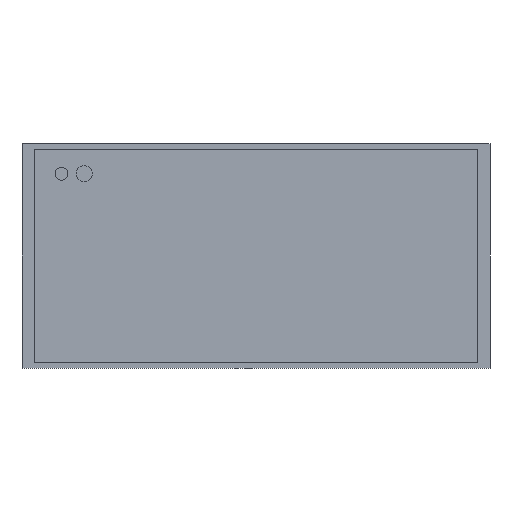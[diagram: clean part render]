
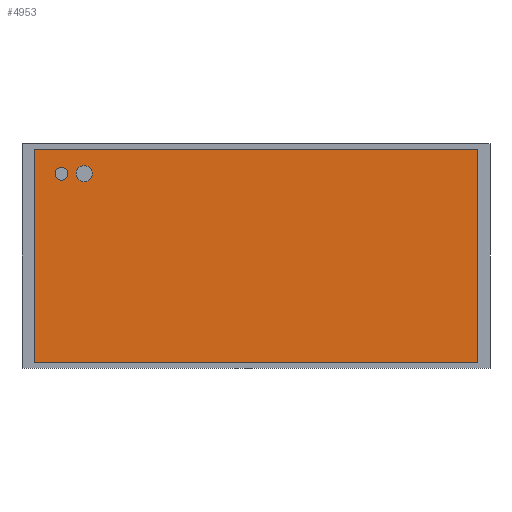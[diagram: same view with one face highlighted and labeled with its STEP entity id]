
A CAD part, front view. The second image highlights one B-rep face of the part: STEP entity #4953.
In plain terms, the highlighted planar face has unit normal (0, -1, 0).
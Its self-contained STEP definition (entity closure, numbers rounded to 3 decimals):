
#73=FACE_BOUND('',#670,.T.);
#74=FACE_BOUND('',#671,.T.);
#101=PLANE('',#5311);
#364=FACE_OUTER_BOUND('',#669,.T.);
#669=EDGE_LOOP('',(#3554,#3555,#3556,#3557));
#670=EDGE_LOOP('',(#3558));
#671=EDGE_LOOP('',(#3559));
#995=LINE('',#7153,#1619);
#997=LINE('',#7157,#1621);
#999=LINE('',#7161,#1623);
#1001=LINE('',#7164,#1625);
#1619=VECTOR('',#5748,10.);
#1621=VECTOR('',#5752,10.);
#1623=VECTOR('',#5756,10.);
#1625=VECTOR('',#5760,10.);
#2213=CIRCLE('',#5290,20.);
#2215=CIRCLE('',#5294,25.);
#2297=VERTEX_POINT('',#7079);
#2299=VERTEX_POINT('',#7086);
#2320=VERTEX_POINT('',#7150);
#2321=VERTEX_POINT('',#7152);
#2322=VERTEX_POINT('',#7156);
#2323=VERTEX_POINT('',#7160);
#2770=EDGE_CURVE('',#2297,#2297,#2213,.T.);
#2773=EDGE_CURVE('',#2299,#2299,#2215,.T.);
#2803=EDGE_CURVE('',#2321,#2320,#995,.T.);
#2805=EDGE_CURVE('',#2322,#2321,#997,.T.);
#2807=EDGE_CURVE('',#2323,#2322,#999,.T.);
#2809=EDGE_CURVE('',#2320,#2323,#1001,.T.);
#3554=ORIENTED_EDGE('',*,*,#2809,.T.);
#3555=ORIENTED_EDGE('',*,*,#2807,.T.);
#3556=ORIENTED_EDGE('',*,*,#2805,.T.);
#3557=ORIENTED_EDGE('',*,*,#2803,.T.);
#3558=ORIENTED_EDGE('',*,*,#2770,.T.);
#3559=ORIENTED_EDGE('',*,*,#2773,.T.);
#4953=ADVANCED_FACE('',(#364,#73,#74),#101,.T.);
#5290=AXIS2_PLACEMENT_3D('',#7081,#5682,#5683);
#5294=AXIS2_PLACEMENT_3D('',#7088,#5691,#5692);
#5311=AXIS2_PLACEMENT_3D('',#7165,#5761,#5762);
#5682=DIRECTION('center_axis',(0.,1.,0.));
#5683=DIRECTION('ref_axis',(1.,0.,0.));
#5691=DIRECTION('center_axis',(0.,1.,0.));
#5692=DIRECTION('ref_axis',(1.,0.,0.));
#5748=DIRECTION('',(-1.,0.,0.));
#5752=DIRECTION('',(0.,0.,1.));
#5756=DIRECTION('',(1.,0.,0.));
#5760=DIRECTION('',(0.,0.,-1.));
#5761=DIRECTION('center_axis',(0.,-1.,0.));
#5762=DIRECTION('ref_axis',(0.,0.,-1.));
#7079=CARTESIAN_POINT('',(-622.5,-370.,255.));
#7081=CARTESIAN_POINT('Origin',(-602.5,-370.,255.));
#7086=CARTESIAN_POINT('',(-557.5,-370.,255.));
#7088=CARTESIAN_POINT('Origin',(-532.5,-370.,255.));
#7150=CARTESIAN_POINT('',(-687.5,-370.,330.));
#7152=CARTESIAN_POINT('',(687.5,-370.,330.));
#7153=CARTESIAN_POINT('',(-687.5,-370.,330.));
#7156=CARTESIAN_POINT('',(687.5,-370.,-330.));
#7157=CARTESIAN_POINT('',(687.5,-370.,330.));
#7160=CARTESIAN_POINT('',(-687.5,-370.,-330.));
#7161=CARTESIAN_POINT('',(687.5,-370.,-330.));
#7164=CARTESIAN_POINT('',(-687.5,-370.,-330.));
#7165=CARTESIAN_POINT('Origin',(0.,-370.,0.));
